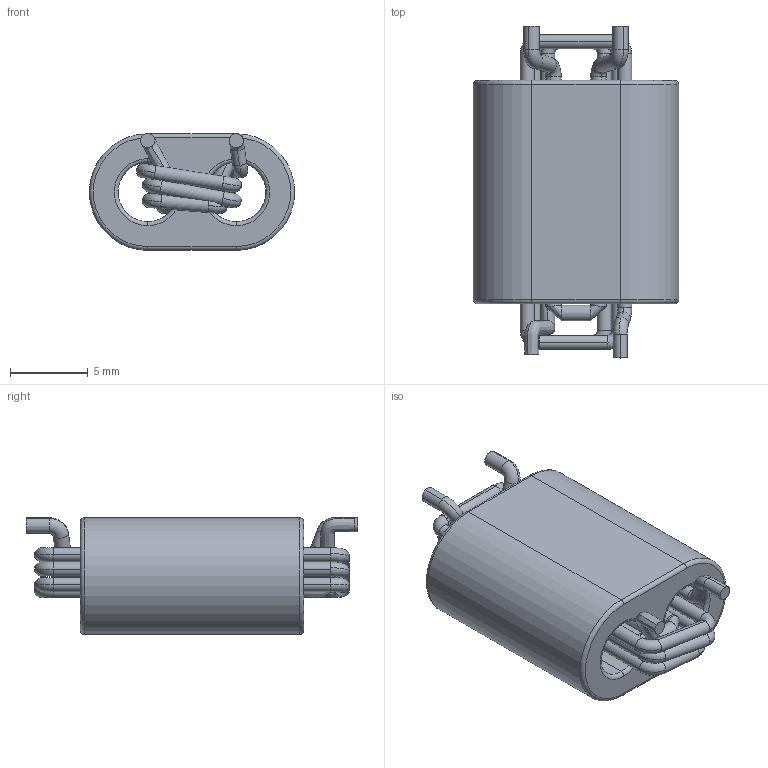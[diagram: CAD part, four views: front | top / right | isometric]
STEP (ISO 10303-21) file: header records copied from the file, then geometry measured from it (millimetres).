
FILE_DESCRIPTION (( 'STEP AP214' ), '1' );
FILE_NAME ('Assem1.STEP', '2020-03-27T08:22:16', ( '' ), ( '' ), 'SwSTEP 2.0', 'SolidWorks 2013', '' );
FILE_SCHEMA (( 'AUTOMOTIVE_DESIGN' ));
Length unit declared in the file: millimetre
Products named in the file (5): BN43-202; pin; primary; secondary; Assem1
Assembly tree (5 placements, depth 2):
  Assem1
    BN43-202
    primary
    pin  x2
    secondary
Bounding box: 13.2 x 21.35 x 7.51 mm (x, y, z)
Volume: 1077.4 mm3; surface area: 1642.7 mm2
Topology: 6 solids, 6 shells, 138 faces, 340 edges, 204 vertices
Faces by surface type: cylinder 62, torus 60, plane 14, bspline 2
Entity records: 5155 total; most frequent: CARTESIAN_POINT 1790, DIRECTION 782, ORIENTED_EDGE 628, AXIS2_PLACEMENT_3D 360, EDGE_CURVE 314, CIRCLE 228, VERTEX_POINT 192, EDGE_LOOP 130
